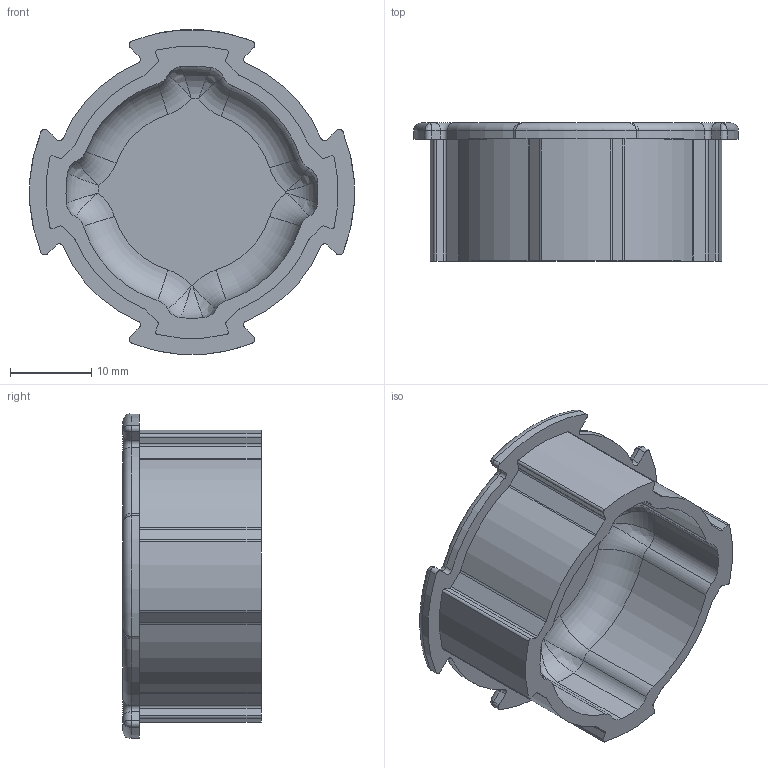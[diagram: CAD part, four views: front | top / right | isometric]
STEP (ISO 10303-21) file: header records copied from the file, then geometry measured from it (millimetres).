
FILE_DESCRIPTION(/* description */ (''),/* implementation_level */ '2;1');
FILE_NAME(/* name */ 'd7ab5b94-11e7-42f2-8f86-6c09c95571e9.stp',/* time_stamp */ '2019-04-16T02:16:17+00:00',/* author */ (''),/* organization */ (''),/* preprocessor_version */ 'ST-DEVELOPER v18',/* originating_system */ 'Autodesk Translation Framework v8.2.0.1029',/* authorisation */ '');
FILE_SCHEMA (('AUTOMOTIVE_DESIGN { 1 0 10303 214 3 1 1 }'));
Length unit declared in the file: millimetre
Products named in the file (1): Large Tube End
Bounding box: 39.97 x 17 x 39.93 mm (x, y, z)
Volume: 5370 mm3; surface area: 5384.7 mm2
Topology: 1 solids, 1 shells, 164 faces, 424 edges, 248 vertices
Faces by surface type: cylinder 88, torus 32, plane 28, bspline 16
Entity records: 5909 total; most frequent: CARTESIAN_POINT 1921, DIRECTION 890, ORIENTED_EDGE 816, EDGE_CURVE 408, AXIS2_PLACEMENT_3D 365, VERTEX_POINT 248, CIRCLE 216, EDGE_LOOP 166
